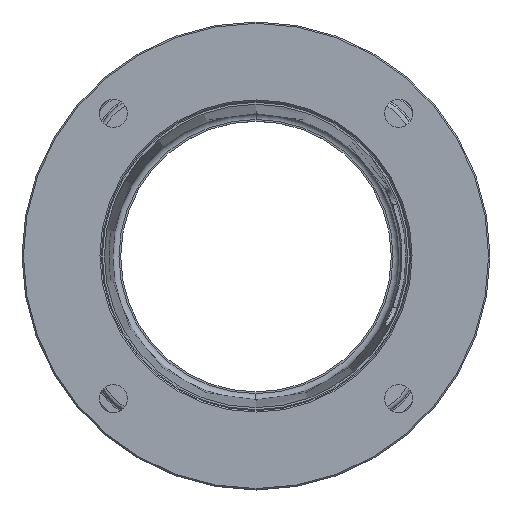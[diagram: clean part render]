
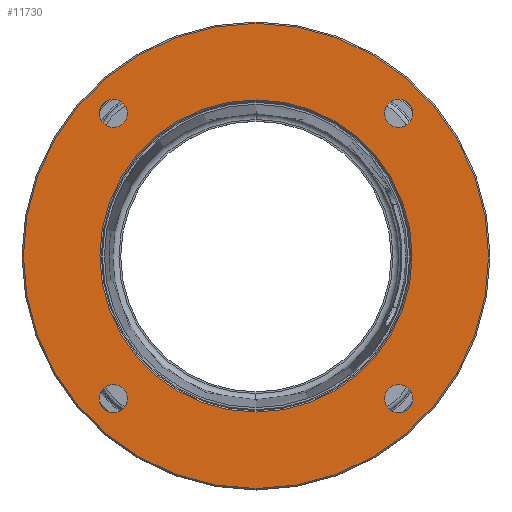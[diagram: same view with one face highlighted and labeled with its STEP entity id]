
A CAD part, top view. The second image highlights one B-rep face of the part: STEP entity #11730.
In plain terms, the highlighted planar face has unit normal (0, 0, 1).
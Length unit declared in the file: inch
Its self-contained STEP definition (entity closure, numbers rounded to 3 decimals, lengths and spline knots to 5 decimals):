
#12=CARTESIAN_POINT('',(0.,0.,-0.06));
#13=DIRECTION('',(0.,0.,1.));
#14=DIRECTION('',(0.,1.,0.));
#15=AXIS2_PLACEMENT_3D('',#12,#13,#14);
#21=CARTESIAN_POINT('',(0.,0.,-0.06));
#22=DIRECTION('',(0.,0.,-1.));
#23=DIRECTION('',(0.,1.,0.));
#24=AXIS2_PLACEMENT_3D('',#21,#22,#23);
#565=CARTESIAN_POINT('',(-2.07713,2.07713,-0.06));
#566=DIRECTION('',(0.,0.,-1.));
#567=DIRECTION('',(-0.707,0.707,0.));
#568=AXIS2_PLACEMENT_3D('',#565,#566,#567);
#570=CARTESIAN_POINT('',(-2.07713,2.07713,-0.06));
#571=DIRECTION('',(0.,0.,-1.));
#572=DIRECTION('',(0.707,-0.707,0.));
#573=AXIS2_PLACEMENT_3D('',#570,#571,#572);
#575=CARTESIAN_POINT('',(-2.07713,-2.07713,-0.06));
#576=DIRECTION('',(0.,0.,-1.));
#577=DIRECTION('',(-0.707,-0.707,0.));
#578=AXIS2_PLACEMENT_3D('',#575,#576,#577);
#580=CARTESIAN_POINT('',(-2.07713,-2.07713,-0.06));
#581=DIRECTION('',(0.,0.,-1.));
#582=DIRECTION('',(0.707,0.707,0.));
#583=AXIS2_PLACEMENT_3D('',#580,#581,#582);
#585=CARTESIAN_POINT('',(2.07713,-2.07713,-0.06));
#586=DIRECTION('',(0.,0.,-1.));
#587=DIRECTION('',(0.707,-0.707,0.));
#588=AXIS2_PLACEMENT_3D('',#585,#586,#587);
#590=CARTESIAN_POINT('',(2.07713,-2.07713,-0.06));
#591=DIRECTION('',(0.,0.,-1.));
#592=DIRECTION('',(-0.707,0.707,0.));
#593=AXIS2_PLACEMENT_3D('',#590,#591,#592);
#595=CARTESIAN_POINT('',(2.07713,2.07713,-0.06));
#596=DIRECTION('',(0.,0.,-1.));
#597=DIRECTION('',(0.707,0.707,0.));
#598=AXIS2_PLACEMENT_3D('',#595,#596,#597);
#600=CARTESIAN_POINT('',(2.07713,2.07713,-0.06));
#601=DIRECTION('',(0.,0.,-1.));
#602=DIRECTION('',(-0.707,-0.707,0.));
#603=AXIS2_PLACEMENT_3D('',#600,#601,#602);
#605=CARTESIAN_POINT('',(0.,0.,-0.06));
#606=DIRECTION('',(0.,0.,1.));
#607=DIRECTION('',(0.,1.,0.));
#608=AXIS2_PLACEMENT_3D('',#605,#606,#607);
#610=CARTESIAN_POINT('',(0.,0.,-0.06));
#611=DIRECTION('',(0.,0.,1.));
#612=DIRECTION('',(0.,-1.,0.));
#613=AXIS2_PLACEMENT_3D('',#610,#611,#612);
#10589=CARTESIAN_POINT('',(0.,3.385,-0.06));
#10590=CARTESIAN_POINT('',(0.,-3.385,-0.06));
#10591=VERTEX_POINT('',#10589);
#10592=VERTEX_POINT('',#10590);
#10617=CARTESIAN_POINT('',(-2.22208,2.22208,-0.06));
#10618=CARTESIAN_POINT('',(-1.93217,1.93217,-0.06));
#10619=VERTEX_POINT('',#10617);
#10620=VERTEX_POINT('',#10618);
#10637=CARTESIAN_POINT('',(-2.22208,-2.22208,-0.06));
#10638=CARTESIAN_POINT('',(-1.93217,-1.93217,-0.06));
#10639=VERTEX_POINT('',#10637);
#10640=VERTEX_POINT('',#10638);
#10645=CARTESIAN_POINT('',(2.22208,-2.22208,-0.06));
#10646=CARTESIAN_POINT('',(1.93217,-1.93217,-0.06));
#10647=VERTEX_POINT('',#10645);
#10648=VERTEX_POINT('',#10646);
#10653=CARTESIAN_POINT('',(2.22208,2.22208,-0.06));
#10654=CARTESIAN_POINT('',(1.93217,1.93217,-0.06));
#10655=VERTEX_POINT('',#10653);
#10656=VERTEX_POINT('',#10654);
#10677=CARTESIAN_POINT('',(0.,2.271,-0.06));
#10678=CARTESIAN_POINT('',(0.,-2.271,-0.06));
#10679=VERTEX_POINT('',#10677);
#10680=VERTEX_POINT('',#10678);
#11692=CARTESIAN_POINT('',(0.,0.,-0.06));
#11693=DIRECTION('',(0.,0.,1.));
#11694=DIRECTION('',(0.,1.,0.));
#11695=AXIS2_PLACEMENT_3D('',#11692,#11693,#11694);
#11696=PLANE('',#11695);
#11697=ORIENTED_EDGE('',*,*,#10856,.T.);
#11698=ORIENTED_EDGE('',*,*,#10841,.F.);
#11699=EDGE_LOOP('',(#11697,#11698));
#11700=FACE_OUTER_BOUND('',#11699,.F.);
#11702=ORIENTED_EDGE('',*,*,#11701,.F.);
#11704=ORIENTED_EDGE('',*,*,#11703,.F.);
#11705=EDGE_LOOP('',(#11702,#11704));
#11706=FACE_BOUND('',#11705,.F.);
#11708=ORIENTED_EDGE('',*,*,#11707,.F.);
#11710=ORIENTED_EDGE('',*,*,#11709,.F.);
#11711=EDGE_LOOP('',(#11708,#11710));
#11712=FACE_BOUND('',#11711,.F.);
#11714=ORIENTED_EDGE('',*,*,#11713,.F.);
#11716=ORIENTED_EDGE('',*,*,#11715,.F.);
#11717=EDGE_LOOP('',(#11714,#11716));
#11718=FACE_BOUND('',#11717,.F.);
#11720=ORIENTED_EDGE('',*,*,#11719,.F.);
#11722=ORIENTED_EDGE('',*,*,#11721,.F.);
#11723=EDGE_LOOP('',(#11720,#11722));
#11724=FACE_BOUND('',#11723,.F.);
#11726=ORIENTED_EDGE('',*,*,#11725,.T.);
#11727=ORIENTED_EDGE('',*,*,#11682,.T.);
#11728=EDGE_LOOP('',(#11726,#11727));
#11729=FACE_BOUND('',#11728,.F.);
#11730=ADVANCED_FACE('',(#11700,#11706,#11712,#11718,#11724,#11729),#11696,.T.);
#16=CIRCLE('',#15,3.385);
#25=CIRCLE('',#24,3.385);
#569=CIRCLE('',#568,0.205);
#574=CIRCLE('',#573,0.205);
#579=CIRCLE('',#578,0.205);
#584=CIRCLE('',#583,0.205);
#589=CIRCLE('',#588,0.205);
#594=CIRCLE('',#593,0.205);
#599=CIRCLE('',#598,0.205);
#604=CIRCLE('',#603,0.205);
#609=CIRCLE('',#608,2.271);
#614=CIRCLE('',#613,2.271);
#10841=EDGE_CURVE('',#10591,#10592,#16,.T.);
#10856=EDGE_CURVE('',#10591,#10592,#25,.T.);
#11682=EDGE_CURVE('',#10680,#10679,#614,.T.);
#11701=EDGE_CURVE('',#10619,#10620,#569,.T.);
#11703=EDGE_CURVE('',#10620,#10619,#574,.T.);
#11707=EDGE_CURVE('',#10639,#10640,#579,.T.);
#11709=EDGE_CURVE('',#10640,#10639,#584,.T.);
#11713=EDGE_CURVE('',#10647,#10648,#589,.T.);
#11715=EDGE_CURVE('',#10648,#10647,#594,.T.);
#11719=EDGE_CURVE('',#10655,#10656,#599,.T.);
#11721=EDGE_CURVE('',#10656,#10655,#604,.T.);
#11725=EDGE_CURVE('',#10679,#10680,#609,.T.);
